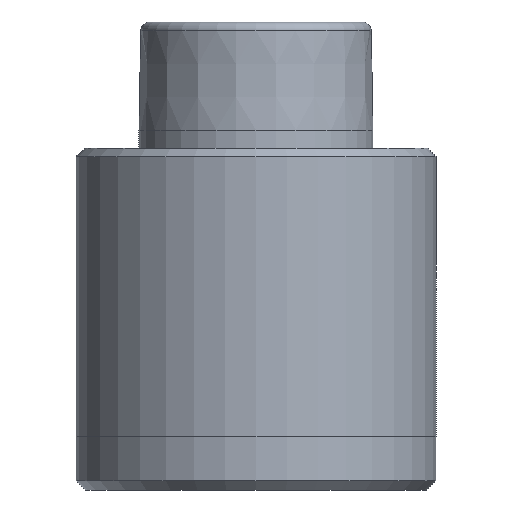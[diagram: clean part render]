
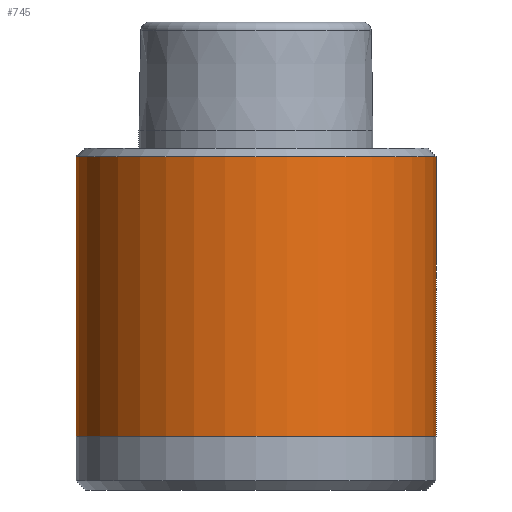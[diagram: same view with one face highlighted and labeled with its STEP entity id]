
A CAD part, front view. The second image highlights one B-rep face of the part: STEP entity #745.
In plain terms, the highlighted cylindrical face has radius 10 mm (diameter 20 mm), a partial arc.
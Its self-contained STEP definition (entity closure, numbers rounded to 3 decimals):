
#8 = EDGE_CURVE ( 'NONE', #497, #143, #1328, .T. ) ;
#64 = ORIENTED_EDGE ( 'NONE', *, *, #1007, .F. ) ;
#75 = CARTESIAN_POINT ( 'NONE',  ( 0., 0., -17. ) ) ;
#77 = CIRCLE ( 'NONE', #157, 10. ) ;
#78 = EDGE_CURVE ( 'NONE', #914, #253, #77, .T. ) ;
#84 = ORIENTED_EDGE ( 'NONE', *, *, #939, .T. ) ;
#109 = LINE ( 'NONE', #638, #1222 ) ;
#117 = DIRECTION ( 'NONE',  ( 0., 0., 1. ) ) ;
#143 = VERTEX_POINT ( 'NONE', #650 ) ;
#157 = AXIS2_PLACEMENT_3D ( 'NONE', #75, #807, #176 ) ;
#176 = DIRECTION ( 'NONE',  ( 1., 0., 0. ) ) ;
#203 = FACE_OUTER_BOUND ( 'NONE', #514, .T. ) ;
#253 = VERTEX_POINT ( 'NONE', #298 ) ;
#298 = CARTESIAN_POINT ( 'NONE',  ( 10., 0., -17. ) ) ;
#497 = VERTEX_POINT ( 'NONE', #722 ) ;
#514 = EDGE_LOOP ( 'NONE', ( #64, #1153, #84, #1198 ) ) ;
#553 = DIRECTION ( 'NONE',  ( 0., 0., 1. ) ) ;
#558 = LINE ( 'NONE', #1223, #631 ) ;
#598 = AXIS2_PLACEMENT_3D ( 'NONE', #619, #1380, #1059 ) ;
#619 = CARTESIAN_POINT ( 'NONE',  ( 0., 0., -20. ) ) ;
#631 = VECTOR ( 'NONE', #553, 1000. ) ;
#638 = CARTESIAN_POINT ( 'NONE',  ( 10., 0., -20. ) ) ;
#650 = CARTESIAN_POINT ( 'NONE',  ( -10., 0., -1.5 ) ) ;
#722 = CARTESIAN_POINT ( 'NONE',  ( 10., 0., -1.5 ) ) ;
#728 = CYLINDRICAL_SURFACE ( 'NONE', #598, 10. ) ;
#745 = ADVANCED_FACE ( 'NONE', ( #203 ), #728, .T. ) ;
#754 = DIRECTION ( 'NONE',  ( -1., 0., 0. ) ) ;
#807 = DIRECTION ( 'NONE',  ( 0., 0., 1. ) ) ;
#914 = VERTEX_POINT ( 'NONE', #1298 ) ;
#939 = EDGE_CURVE ( 'NONE', #253, #497, #109, .T. ) ;
#977 = DIRECTION ( 'NONE',  ( 0., 0., -1. ) ) ;
#1007 = EDGE_CURVE ( 'NONE', #914, #143, #558, .T. ) ;
#1059 = DIRECTION ( 'NONE',  ( 1., 0., 0. ) ) ;
#1088 = CARTESIAN_POINT ( 'NONE',  ( 0., 0., -1.5 ) ) ;
#1128 = AXIS2_PLACEMENT_3D ( 'NONE', #1088, #977, #754 ) ;
#1153 = ORIENTED_EDGE ( 'NONE', *, *, #78, .T. ) ;
#1198 = ORIENTED_EDGE ( 'NONE', *, *, #8, .T. ) ;
#1222 = VECTOR ( 'NONE', #117, 1000. ) ;
#1223 = CARTESIAN_POINT ( 'NONE',  ( -10., 0., -20. ) ) ;
#1298 = CARTESIAN_POINT ( 'NONE',  ( -10., 0., -17. ) ) ;
#1328 = CIRCLE ( 'NONE', #1128, 10. ) ;
#1380 = DIRECTION ( 'NONE',  ( 0., 0., 1. ) ) ;
